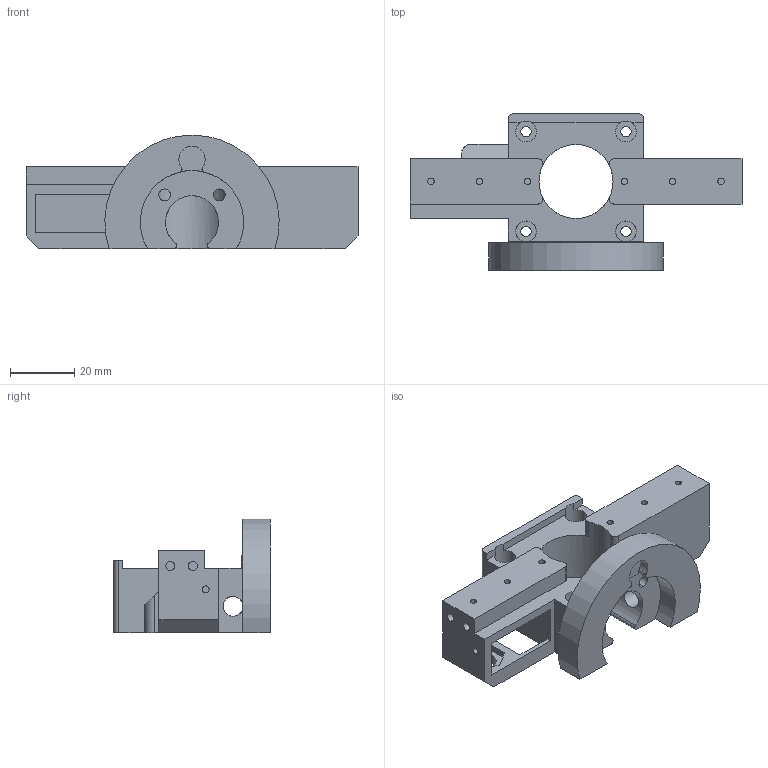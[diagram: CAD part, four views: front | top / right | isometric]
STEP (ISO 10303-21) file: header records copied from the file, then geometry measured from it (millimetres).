
FILE_DESCRIPTION (( 'STEP AP214' ), '1' );
FILE_NAME ('MSG_Gripper_body_100mm.STEP', '2026-02-15T13:47:26', ( '' ), ( '' ), 'SwSTEP 2.0', 'SolidWorks 2020', '' );
FILE_SCHEMA (( 'AUTOMOTIVE_DESIGN' ));
Length unit declared in the file: millimetre
Products named in the file (1): MSG_Gripper_body_100mm
Bounding box: 103 x 48.5 x 35.3 mm (x, y, z)
Volume: 47647.8 mm3; surface area: 19903.5 mm2
Topology: 1 solids, 1 shells, 151 faces, 428 edges, 283 vertices
Faces by surface type: plane 77, cylinder 74
Entity records: 5592 total; most frequent: CARTESIAN_POINT 1477, DIRECTION 859, ORIENTED_EDGE 856, EDGE_CURVE 428, AXIS2_PLACEMENT_3D 303, VERTEX_POINT 283, LINE 253, VECTOR 253
